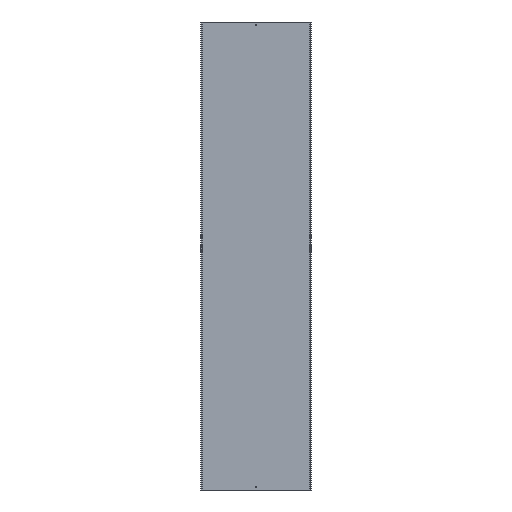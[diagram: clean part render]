
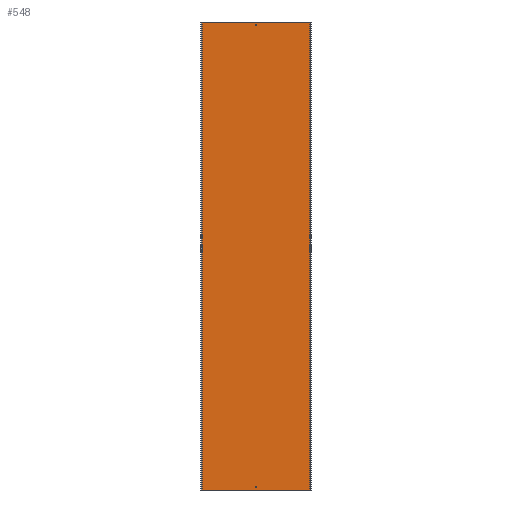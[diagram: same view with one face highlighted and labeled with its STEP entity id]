
A CAD part, front view. The second image highlights one B-rep face of the part: STEP entity #548.
In plain terms, the highlighted planar face has unit normal (0, -1, 0).
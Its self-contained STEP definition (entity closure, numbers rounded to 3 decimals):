
#4 = AXIS2_PLACEMENT_3D ( 'NONE', #453, #320, #403 ) ;
#10 = ORIENTED_EDGE ( 'NONE', *, *, #46, .T. ) ;
#14 = VERTEX_POINT ( 'NONE', #43 ) ;
#20 = EDGE_CURVE ( 'NONE', #212, #457, #106, .T. ) ;
#30 = LINE ( 'NONE', #404, #304 ) ;
#33 = AXIS2_PLACEMENT_3D ( 'NONE', #41, #82, #271 ) ;
#38 = EDGE_LOOP ( 'NONE', ( #497, #361 ) ) ;
#41 = CARTESIAN_POINT ( 'NONE',  ( 0., -1.5, -1236. ) ) ;
#43 = CARTESIAN_POINT ( 'NONE',  ( -2.75, -1.5, 1236. ) ) ;
#45 = ORIENTED_EDGE ( 'NONE', *, *, #544, .F. ) ;
#46 = EDGE_CURVE ( 'NONE', #328, #346, #565, .T. ) ;
#82 = DIRECTION ( 'NONE',  ( 0., -1., 0. ) ) ;
#90 = CARTESIAN_POINT ( 'NONE',  ( -291.817, -1.5, 1250. ) ) ;
#97 = CARTESIAN_POINT ( 'NONE',  ( -2.75, -1.5, -1236. ) ) ;
#106 = CIRCLE ( 'NONE', #33, 2.75 ) ;
#115 = ORIENTED_EDGE ( 'NONE', *, *, #318, .F. ) ;
#124 = DIRECTION ( 'NONE',  ( -1., 0., 0. ) ) ;
#129 = VECTOR ( 'NONE', #556, 1000. ) ;
#137 = VECTOR ( 'NONE', #533, 1000. ) ;
#160 = LINE ( 'NONE', #347, #137 ) ;
#175 = DIRECTION ( 'NONE',  ( -1., 0., 0. ) ) ;
#185 = FACE_OUTER_BOUND ( 'NONE', #192, .T. ) ;
#192 = EDGE_LOOP ( 'NONE', ( #593, #45, #460, #10 ) ) ;
#211 = CARTESIAN_POINT ( 'NONE',  ( 0., -1.5, -1236. ) ) ;
#212 = VERTEX_POINT ( 'NONE', #97 ) ;
#224 = VERTEX_POINT ( 'NONE', #577 ) ;
#231 = CARTESIAN_POINT ( 'NONE',  ( 291.817, -1.5, 1250. ) ) ;
#235 = CIRCLE ( 'NONE', #290, 2.75 ) ;
#242 = EDGE_CURVE ( 'NONE', #346, #538, #160, .T. ) ;
#246 = DIRECTION ( 'NONE',  ( 0., -1., 0. ) ) ;
#255 = EDGE_LOOP ( 'NONE', ( #528, #115 ) ) ;
#262 = FACE_BOUND ( 'NONE', #38, .T. ) ;
#267 = DIRECTION ( 'NONE',  ( 1., 0., 0. ) ) ;
#271 = DIRECTION ( 'NONE',  ( -1., 0., 0. ) ) ;
#276 = EDGE_CURVE ( 'NONE', #457, #212, #568, .T. ) ;
#290 = AXIS2_PLACEMENT_3D ( 'NONE', #407, #397, #175 ) ;
#304 = VECTOR ( 'NONE', #267, 1000. ) ;
#306 = EDGE_CURVE ( 'NONE', #328, #224, #30, .T. ) ;
#318 = EDGE_CURVE ( 'NONE', #601, #14, #235, .T. ) ;
#320 = DIRECTION ( 'NONE',  ( 0., 1., 0. ) ) ;
#328 = VERTEX_POINT ( 'NONE', #400 ) ;
#332 = VECTOR ( 'NONE', #609, 1000. ) ;
#346 = VERTEX_POINT ( 'NONE', #501 ) ;
#347 = CARTESIAN_POINT ( 'NONE',  ( 294., -1.5, -1250. ) ) ;
#361 = ORIENTED_EDGE ( 'NONE', *, *, #276, .F. ) ;
#397 = DIRECTION ( 'NONE',  ( 0., -1., 0. ) ) ;
#400 = CARTESIAN_POINT ( 'NONE',  ( -291.817, -1.5, 1250. ) ) ;
#403 = DIRECTION ( 'NONE',  ( -1., 0., 0. ) ) ;
#404 = CARTESIAN_POINT ( 'NONE',  ( 294., -1.5, 1250. ) ) ;
#407 = CARTESIAN_POINT ( 'NONE',  ( 0., -1.5, 1236. ) ) ;
#420 = LINE ( 'NONE', #231, #332 ) ;
#427 = CARTESIAN_POINT ( 'NONE',  ( 2.75, -1.5, 1236. ) ) ;
#453 = CARTESIAN_POINT ( 'NONE',  ( 294., -1.5, 1250. ) ) ;
#457 = VERTEX_POINT ( 'NONE', #529 ) ;
#460 = ORIENTED_EDGE ( 'NONE', *, *, #306, .F. ) ;
#466 = CARTESIAN_POINT ( 'NONE',  ( 291.817, -1.5, -1250. ) ) ;
#471 = CIRCLE ( 'NONE', #602, 2.75 ) ;
#478 = AXIS2_PLACEMENT_3D ( 'NONE', #211, #537, #124 ) ;
#497 = ORIENTED_EDGE ( 'NONE', *, *, #20, .F. ) ;
#501 = CARTESIAN_POINT ( 'NONE',  ( -291.817, -1.5, -1250. ) ) ;
#515 = CARTESIAN_POINT ( 'NONE',  ( 0., -1.5, 1236. ) ) ;
#528 = ORIENTED_EDGE ( 'NONE', *, *, #599, .F. ) ;
#529 = CARTESIAN_POINT ( 'NONE',  ( 2.75, -1.5, -1236. ) ) ;
#533 = DIRECTION ( 'NONE',  ( 1., 0., 0. ) ) ;
#537 = DIRECTION ( 'NONE',  ( 0., -1., 0. ) ) ;
#538 = VERTEX_POINT ( 'NONE', #466 ) ;
#539 = FACE_BOUND ( 'NONE', #255, .T. ) ;
#544 = EDGE_CURVE ( 'NONE', #224, #538, #420, .T. ) ;
#548 = ADVANCED_FACE ( 'NONE', ( #262, #539, #185 ), #560, .F. ) ;
#556 = DIRECTION ( 'NONE',  ( 0., 0., -1. ) ) ;
#560 = PLANE ( 'NONE',  #4 ) ;
#564 = DIRECTION ( 'NONE',  ( -1., 0., 0. ) ) ;
#565 = LINE ( 'NONE', #90, #129 ) ;
#568 = CIRCLE ( 'NONE', #478, 2.75 ) ;
#577 = CARTESIAN_POINT ( 'NONE',  ( 291.817, -1.5, 1250. ) ) ;
#593 = ORIENTED_EDGE ( 'NONE', *, *, #242, .T. ) ;
#599 = EDGE_CURVE ( 'NONE', #14, #601, #471, .T. ) ;
#601 = VERTEX_POINT ( 'NONE', #427 ) ;
#602 = AXIS2_PLACEMENT_3D ( 'NONE', #515, #246, #564 ) ;
#609 = DIRECTION ( 'NONE',  ( 0., 0., -1. ) ) ;
